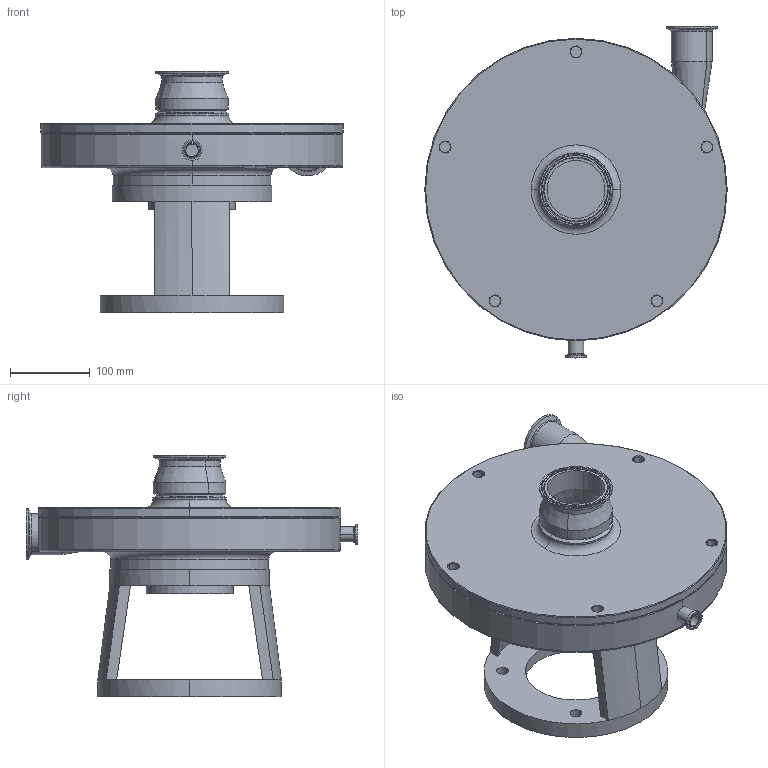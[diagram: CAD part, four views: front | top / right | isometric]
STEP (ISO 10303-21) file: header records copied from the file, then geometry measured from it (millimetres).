
FILE_DESCRIPTION (( 'STEP AP214' ), '1' );
FILE_NAME ('FPR 751-752 250TC VERT 3-4 IN STR DRAIN.STEP', '2023-01-03T20:10:41', ( '' ), ( '' ), 'SwSTEP 2.0', 'SolidWorks 2021', '' );
FILE_SCHEMA (( 'AUTOMOTIVE_DESIGN' ));
Length unit declared in the file: millimetre
Products named in the file (1): FPR 751-752 250TC VERT 3-4 IN STR DRAIN
Bounding box: 379 x 416 x 302.5 mm (x, y, z)
Volume: 7195633.9 mm3; surface area: 785558 mm2
Topology: 2 solids, 2 shells, 222 faces, 491 edges, 289 vertices
Faces by surface type: cylinder 77, torus 56, cone 52, plane 29, bspline 6, sphere 2
Entity records: 6723 total; most frequent: CARTESIAN_POINT 1584, DIRECTION 1197, ORIENTED_EDGE 982, AXIS2_PLACEMENT_3D 527, EDGE_CURVE 491, CIRCLE 310, VERTEX_POINT 289, EDGE_LOOP 262
